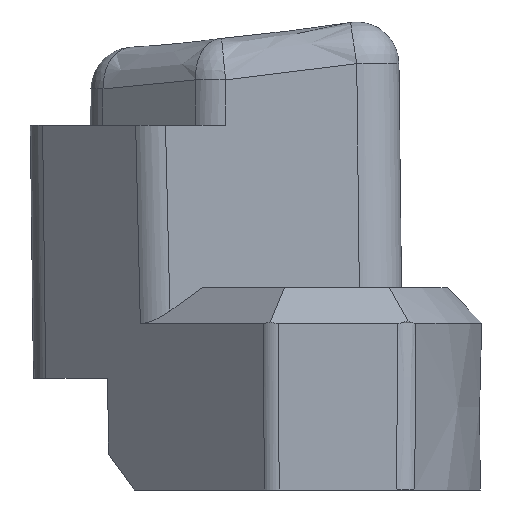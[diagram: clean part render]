
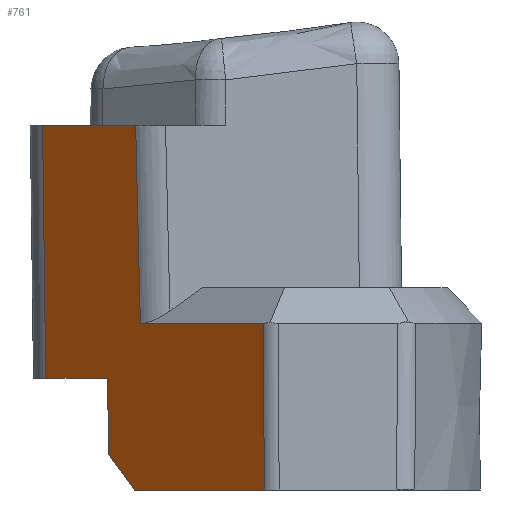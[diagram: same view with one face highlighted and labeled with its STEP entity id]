
A CAD part, front view. The second image highlights one B-rep face of the part: STEP entity #761.
In plain terms, the highlighted planar face has unit normal (-0.707, -0.707, -0.009).
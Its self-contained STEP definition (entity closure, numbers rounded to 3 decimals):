
#21=(
BOUNDED_CURVE()
B_SPLINE_CURVE(2,(#1339,#1340,#1341),.UNSPECIFIED.,.F.,.F.)
B_SPLINE_CURVE_WITH_KNOTS((3,3),(169.062,169.286),
 .UNSPECIFIED.)
CURVE()
GEOMETRIC_REPRESENTATION_ITEM()
RATIONAL_B_SPLINE_CURVE((1.,1.,1.))
REPRESENTATION_ITEM('')
);
#22=(
BOUNDED_CURVE()
B_SPLINE_CURVE(2,(#1342,#1343,#1344),.UNSPECIFIED.,.F.,.F.)
B_SPLINE_CURVE_WITH_KNOTS((3,3),(0.,0.005),.UNSPECIFIED.)
CURVE()
GEOMETRIC_REPRESENTATION_ITEM()
RATIONAL_B_SPLINE_CURVE((1.,1.127,1.254))
REPRESENTATION_ITEM('')
);
#87=PLANE('',#831);
#111=FACE_OUTER_BOUND('',#158,.T.);
#158=EDGE_LOOP('',(#568,#569,#570,#571,#572,#573,#574,#575,#576));
#195=LINE('',#1168,#243);
#208=LINE('',#1326,#256);
#209=LINE('',#1329,#257);
#210=LINE('',#1331,#258);
#211=LINE('',#1333,#259);
#212=LINE('',#1335,#260);
#213=LINE('',#1337,#261);
#243=VECTOR('',#908,10.);
#256=VECTOR('',#951,10.);
#257=VECTOR('',#954,10.);
#258=VECTOR('',#955,10.);
#259=VECTOR('',#956,10.);
#260=VECTOR('',#957,10.);
#261=VECTOR('',#958,10.);
#323=VERTEX_POINT('',#1165);
#324=VERTEX_POINT('',#1167);
#344=VERTEX_POINT('',#1324);
#345=VERTEX_POINT('',#1328);
#346=VERTEX_POINT('',#1330);
#347=VERTEX_POINT('',#1332);
#348=VERTEX_POINT('',#1334);
#349=VERTEX_POINT('',#1336);
#350=VERTEX_POINT('',#1338);
#399=EDGE_CURVE('',#323,#324,#195,.T.);
#429=EDGE_CURVE('',#344,#323,#208,.T.);
#430=EDGE_CURVE('',#345,#344,#209,.T.);
#431=EDGE_CURVE('',#345,#346,#210,.T.);
#432=EDGE_CURVE('',#346,#347,#211,.F.);
#433=EDGE_CURVE('',#348,#347,#212,.T.);
#434=EDGE_CURVE('',#348,#349,#213,.F.);
#435=EDGE_CURVE('',#349,#350,#21,.T.);
#436=EDGE_CURVE('',#324,#350,#22,.T.);
#568=ORIENTED_EDGE('',*,*,#429,.F.);
#569=ORIENTED_EDGE('',*,*,#430,.F.);
#570=ORIENTED_EDGE('',*,*,#431,.T.);
#571=ORIENTED_EDGE('',*,*,#432,.T.);
#572=ORIENTED_EDGE('',*,*,#433,.F.);
#573=ORIENTED_EDGE('',*,*,#434,.T.);
#574=ORIENTED_EDGE('',*,*,#435,.T.);
#575=ORIENTED_EDGE('',*,*,#436,.F.);
#576=ORIENTED_EDGE('',*,*,#399,.F.);
#761=ADVANCED_FACE('',(#111),#87,.T.);
#831=AXIS2_PLACEMENT_3D('',#1327,#952,#953);
#908=DIRECTION('',(-0.707,0.707,0.));
#951=DIRECTION('',(0.004,0.009,-1.));
#952=DIRECTION('center_axis',(-0.707,-0.707,-0.009));
#953=DIRECTION('ref_axis',(-0.707,0.707,0.));
#954=DIRECTION('',(0.707,-0.707,0.));
#955=DIRECTION('',(-0.024,0.011,1.));
#956=DIRECTION('',(0.707,-0.707,0.));
#957=DIRECTION('',(-0.012,0.,1.));
#958=DIRECTION('',(-0.707,0.707,0.));
#1165=CARTESIAN_POINT('',(6.096,-5.854,-4.8));
#1167=CARTESIAN_POINT('',(3.018,-2.776,-4.8));
#1168=CARTESIAN_POINT('',(4.527,-4.285,-4.8));
#1324=CARTESIAN_POINT('',(6.081,-5.888,-0.85));
#1326=CARTESIAN_POINT('',(6.078,-5.895,-0.006));
#1327=CARTESIAN_POINT('Origin',(6.091,-5.909,0.));
#1328=CARTESIAN_POINT('',(3.16,-2.967,-0.85));
#1329=CARTESIAN_POINT('',(4.503,-4.31,-0.85));
#1330=CARTESIAN_POINT('',(3.049,-2.913,3.85));
#1331=CARTESIAN_POINT('',(3.141,-2.958,-0.055));
#1332=CARTESIAN_POINT('',(0.843,-0.707,3.85));
#1333=CARTESIAN_POINT('',(3.63,-3.495,3.85));
#1334=CARTESIAN_POINT('',(0.917,-0.707,-2.15));
#1335=CARTESIAN_POINT('',(0.89,-0.707,-0.027));
#1336=CARTESIAN_POINT('',(2.384,-2.175,-2.15));
#1337=CARTESIAN_POINT('',(3.105,-2.895,-2.15));
#1338=CARTESIAN_POINT('',(2.406,-2.174,-3.95));
#1339=CARTESIAN_POINT('Ctrl Pts',(2.384,-2.175,-2.15));
#1340=CARTESIAN_POINT('Ctrl Pts',(2.395,-2.174,-3.048));
#1341=CARTESIAN_POINT('Ctrl Pts',(2.406,-2.174,-3.95));
#1342=CARTESIAN_POINT('Ctrl Pts',(3.018,-2.776,-4.8));
#1343=CARTESIAN_POINT('Ctrl Pts',(2.676,-2.44,-4.325));
#1344=CARTESIAN_POINT('Ctrl Pts',(2.406,-2.174,-3.95));
